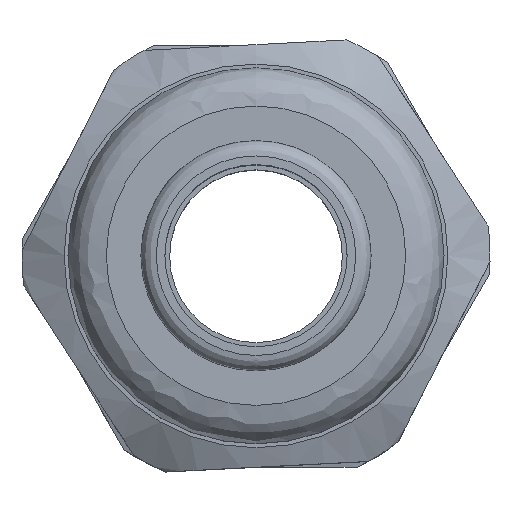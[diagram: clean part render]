
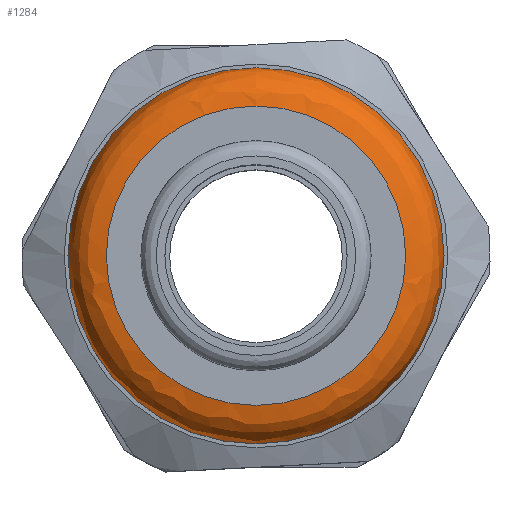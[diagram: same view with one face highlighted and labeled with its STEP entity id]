
A CAD part, top view. The second image highlights one B-rep face of the part: STEP entity #1284.
In plain terms, the highlighted free-form (B-spline) face has degree [2, 2] with [7, 3] control points.
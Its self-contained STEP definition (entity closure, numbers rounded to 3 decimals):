
#1265=(
BOUNDED_SURFACE()
B_SPLINE_SURFACE(2,2,((#6345,#6346,#6347),(#6348,#6349,#6350),(#6351,#6352,
#6353),(#6354,#6355,#6356),(#6357,#6358,#6359),(#6360,#6361,#6362),(#6363,
#6364,#6365)),.UNSPECIFIED.,.T.,.F.,.F.)
B_SPLINE_SURFACE_WITH_KNOTS((1,2,2,2,2,1),(3,3),(-0.333,0.,
0.333,0.667,1.,1.333),(0.,1.),
 .UNSPECIFIED.)
GEOMETRIC_REPRESENTATION_ITEM()
RATIONAL_B_SPLINE_SURFACE(((1.,0.707,1.),(0.5,0.354,
0.5),(1.,0.707,1.),(0.5,0.354,0.5),(1.,0.707,
1.),(0.5,0.354,0.5),(1.,0.707,1.)))
REPRESENTATION_ITEM('')
SURFACE()
);
#1284=ADVANCED_FACE('',(#1587,#1588),#1265,.T.);
#1587=FACE_BOUND('',#1688,.T.);
#1588=FACE_BOUND('',#1689,.T.);
#1688=EDGE_LOOP('',(#1986));
#1689=EDGE_LOOP('',(#1987));
#1986=ORIENTED_EDGE('',*,*,#3036,.F.);
#1987=ORIENTED_EDGE('',*,*,#3035,.F.);
#2765=VERTEX_POINT('',#6341);
#2766=VERTEX_POINT('',#6344);
#3035=EDGE_CURVE('',#2765,#2765,#3413,.T.);
#3036=EDGE_CURVE('',#2766,#2766,#3414,.T.);
#3413=CIRCLE('',#4860,7.8);
#3414=CIRCLE('',#4862,9.8);
#4860=AXIS2_PLACEMENT_3D('',#6340,#5294,#5295);
#4862=AXIS2_PLACEMENT_3D('',#6343,#5298,#5299);
#5294=DIRECTION('',(0.,0.,1.));
#5295=DIRECTION('',(0.,1.,0.));
#5298=DIRECTION('',(0.,0.,-1.));
#5299=DIRECTION('',(0.,1.,0.));
#6340=CARTESIAN_POINT('',(0.,0.,20.));
#6341=CARTESIAN_POINT('',(0.,7.8,20.));
#6343=CARTESIAN_POINT('',(0.,0.,18.));
#6344=CARTESIAN_POINT('',(0.,9.8,18.));
#6345=CARTESIAN_POINT('',(0.,7.8,20.));
#6346=CARTESIAN_POINT('',(0.,9.8,20.));
#6347=CARTESIAN_POINT('',(0.,9.8,18.));
#6348=CARTESIAN_POINT('',(13.51,7.8,20.));
#6349=CARTESIAN_POINT('',(16.974,9.8,20.));
#6350=CARTESIAN_POINT('',(16.974,9.8,18.));
#6351=CARTESIAN_POINT('',(6.755,-3.9,20.));
#6352=CARTESIAN_POINT('',(8.487,-4.9,20.));
#6353=CARTESIAN_POINT('',(8.487,-4.9,18.));
#6354=CARTESIAN_POINT('',(0.,-15.6,20.));
#6355=CARTESIAN_POINT('',(0.,-19.6,20.));
#6356=CARTESIAN_POINT('',(0.,-19.6,18.));
#6357=CARTESIAN_POINT('',(-6.755,-3.9,20.));
#6358=CARTESIAN_POINT('',(-8.487,-4.9,20.));
#6359=CARTESIAN_POINT('',(-8.487,-4.9,18.));
#6360=CARTESIAN_POINT('',(-13.51,7.8,20.));
#6361=CARTESIAN_POINT('',(-16.974,9.8,20.));
#6362=CARTESIAN_POINT('',(-16.974,9.8,18.));
#6363=CARTESIAN_POINT('',(0.,7.8,20.));
#6364=CARTESIAN_POINT('',(0.,9.8,20.));
#6365=CARTESIAN_POINT('',(0.,9.8,18.));
